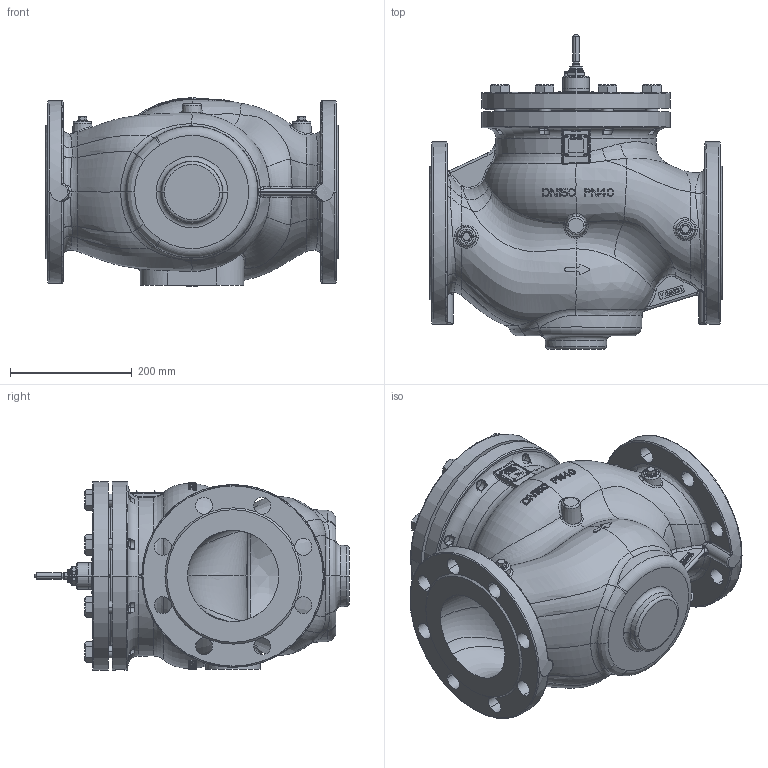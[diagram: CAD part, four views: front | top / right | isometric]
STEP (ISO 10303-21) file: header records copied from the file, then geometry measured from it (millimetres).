
FILE_DESCRIPTION((''),'2;1');
FILE_NAME('065B5518_VFG22_DN150_PN40_ASM','2024-03-25T16:17:34',('U384264'),('Danfoss'),'CREO PARAMETRIC BY PTC INC, 2022124','CREO PARAMETRIC BY PTC INC, 2022124','');
FILE_SCHEMA(('CONFIG_CONTROL_DESIGN'));
Length unit declared in the file: millimetre
Products named in the file (13): 88650180_VALVE_B_VFG_DN150_PN40; 88650880_VALVE_COV_VFG_DN150_40; 88652440_CONICAL_INS_DN150_200; 54590640; 88651440_CON_INS_SUB_DN150-200_ASM; 88652220_VFG_STEM_DN150; 5184037; LABEL_PLATE_37X37; 5589607; 51817290_M5_ZATIC; 54540510; 188610240; 065B5518_VFG22_DN150_PN40_ASM
Assembly tree (24 placements, depth 3):
  065B5518_VFG22_DN150_PN40_ASM
    88650180_VALVE_B_VFG_DN150_PN40
    88650880_VALVE_COV_VFG_DN150_40
    88651440_CON_INS_SUB_DN150-200_ASM
      88652440_CONICAL_INS_DN150_200
      54590640
    88652220_VFG_STEM_DN150
    5184037  x8
    LABEL_PLATE_37X37
    5589607  x4
    51817290_M5_ZATIC
    54540510  x2
    188610240  x2
Bounding box: 480 x 517.15 x 310 mm (x, y, z)
Volume: 15246415.6 mm3; surface area: 1663267.9 mm2
Topology: 23 solids, 60 shells, 2765 faces, 7380 edges, 4774 vertices
Faces by surface type: plane 1620, cylinder 379, bspline 288, cone 195, extrusion 143, torus 112, revolution 19, sphere 9
Entity records: 151199 total; most frequent: CARTESIAN_POINT 90215, ORIENTED_EDGE 13598, DIRECTION 10773, EDGE_CURVE 6876, VERTEX_POINT 4478, VECTOR 3872, LINE 3729, AXIS2_PLACEMENT_3D 3441
